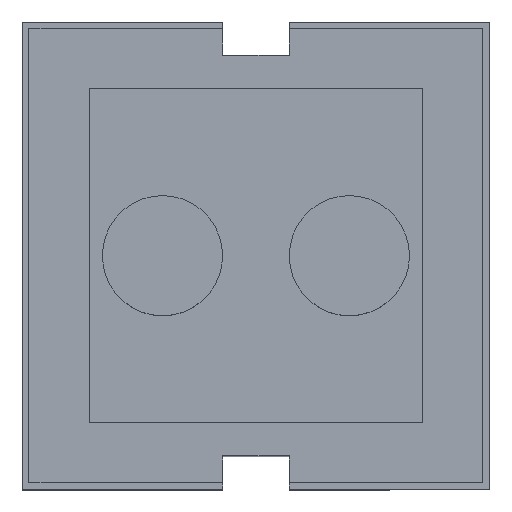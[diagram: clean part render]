
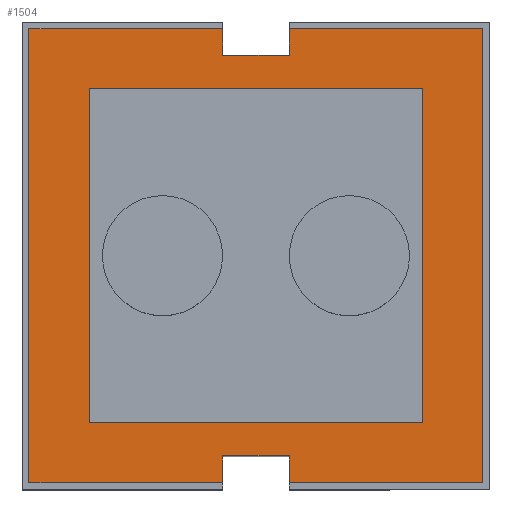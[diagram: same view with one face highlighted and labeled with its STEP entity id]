
A CAD part, top view. The second image highlights one B-rep face of the part: STEP entity #1504.
In plain terms, the highlighted planar face has unit normal (0, 0, 1).
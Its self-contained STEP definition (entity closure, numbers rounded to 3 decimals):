
#174 = ORIENTED_EDGE ( 'NONE', *, *, #20824, .F. ) ;
#227 = DIRECTION ( 'NONE',  ( 1., 0., 0. ) ) ;
#351 = VERTEX_POINT ( 'NONE', #2493 ) ;
#426 = CARTESIAN_POINT ( 'NONE',  ( 2.5, 2.5, 6. ) ) ;
#464 = EDGE_CURVE ( 'NONE', #19091, #12529, #13400, .T. ) ;
#574 = CARTESIAN_POINT ( 'NONE',  ( 3.4, 3.4, 6. ) ) ;
#1185 = CARTESIAN_POINT ( 'NONE',  ( -0.5, 3., 6. ) ) ;
#1504 = ADVANCED_FACE ( 'NONE', ( #11075, #10853 ), #9157, .T. ) ;
#1509 = VERTEX_POINT ( 'NONE', #12557 ) ;
#1702 = CARTESIAN_POINT ( 'NONE',  ( -0.5, -3., 6. ) ) ;
#1918 = CARTESIAN_POINT ( 'NONE',  ( 2.5, 2.5, 6. ) ) ;
#2170 = VECTOR ( 'NONE', #14080, 1000. ) ;
#2493 = CARTESIAN_POINT ( 'NONE',  ( -2.5, 2.5, 6. ) ) ;
#2711 = DIRECTION ( 'NONE',  ( 0., -1., 0. ) ) ;
#2875 = DIRECTION ( 'NONE',  ( 1., 0., 0. ) ) ;
#3063 = EDGE_CURVE ( 'NONE', #6593, #7181, #10129, .T. ) ;
#3200 = VERTEX_POINT ( 'NONE', #7484 ) ;
#3258 = VECTOR ( 'NONE', #20836, 1000. ) ;
#3416 = CARTESIAN_POINT ( 'NONE',  ( -2.5, -2.5, 6. ) ) ;
#3728 = CARTESIAN_POINT ( 'NONE',  ( 2.5, -2.5, 6. ) ) ;
#4127 = CARTESIAN_POINT ( 'NONE',  ( -0.5, 0., 6. ) ) ;
#4238 = DIRECTION ( 'NONE',  ( 0., 1., 0. ) ) ;
#4829 = VERTEX_POINT ( 'NONE', #19042 ) ;
#5497 = LINE ( 'NONE', #15843, #9243 ) ;
#5597 = VERTEX_POINT ( 'NONE', #20644 ) ;
#5706 = VERTEX_POINT ( 'NONE', #7428 ) ;
#6045 = EDGE_CURVE ( 'NONE', #12541, #16638, #14340, .T. ) ;
#6227 = LINE ( 'NONE', #574, #10888 ) ;
#6510 = EDGE_CURVE ( 'NONE', #19765, #4829, #19661, .T. ) ;
#6593 = VERTEX_POINT ( 'NONE', #18607 ) ;
#6678 = VECTOR ( 'NONE', #2875, 1000. ) ;
#6708 = VERTEX_POINT ( 'NONE', #18394 ) ;
#6819 = VERTEX_POINT ( 'NONE', #20346 ) ;
#7019 = CARTESIAN_POINT ( 'NONE',  ( -3.4, -3.4, 6. ) ) ;
#7181 = VERTEX_POINT ( 'NONE', #15897 ) ;
#7405 = ORIENTED_EDGE ( 'NONE', *, *, #6045, .T. ) ;
#7428 = CARTESIAN_POINT ( 'NONE',  ( -3.4, -3.4, 6. ) ) ;
#7433 = DIRECTION ( 'NONE',  ( 0., 0., 1. ) ) ;
#7484 = CARTESIAN_POINT ( 'NONE',  ( -3.4, 3.4, 6. ) ) ;
#7494 = EDGE_CURVE ( 'NONE', #19367, #351, #17716, .T. ) ;
#7952 = ORIENTED_EDGE ( 'NONE', *, *, #9342, .F. ) ;
#8039 = VECTOR ( 'NONE', #4238, 1000. ) ;
#8089 = LINE ( 'NONE', #13544, #6678 ) ;
#8111 = DIRECTION ( 'NONE',  ( 1., 0., 0. ) ) ;
#8146 = VECTOR ( 'NONE', #10148, 1000. ) ;
#8592 = CARTESIAN_POINT ( 'NONE',  ( 0.5, 3.4, 6. ) ) ;
#8669 = ORIENTED_EDGE ( 'NONE', *, *, #17148, .F. ) ;
#8889 = VECTOR ( 'NONE', #19550, 1000. ) ;
#9157 = PLANE ( 'NONE',  #12892 ) ;
#9226 = CARTESIAN_POINT ( 'NONE',  ( 3.4, 3.4, 6. ) ) ;
#9243 = VECTOR ( 'NONE', #17794, 1000. ) ;
#9342 = EDGE_CURVE ( 'NONE', #351, #6819, #12188, .T. ) ;
#9384 = VECTOR ( 'NONE', #227, 1000. ) ;
#10129 = LINE ( 'NONE', #7019, #9384 ) ;
#10148 = DIRECTION ( 'NONE',  ( 1., 0., 0. ) ) ;
#10453 = ORIENTED_EDGE ( 'NONE', *, *, #6510, .T. ) ;
#10853 = FACE_OUTER_BOUND ( 'NONE', #19488, .T. ) ;
#10888 = VECTOR ( 'NONE', #21401, 1000. ) ;
#11075 = FACE_BOUND ( 'NONE', #19019, .T. ) ;
#11195 = EDGE_CURVE ( 'NONE', #4829, #3200, #6227, .T. ) ;
#11310 = LINE ( 'NONE', #1185, #19292 ) ;
#11338 = CARTESIAN_POINT ( 'NONE',  ( -3.4, 3.4, 6. ) ) ;
#11341 = ORIENTED_EDGE ( 'NONE', *, *, #12053, .F. ) ;
#11796 = CARTESIAN_POINT ( 'NONE',  ( -0.5, -4., 6. ) ) ;
#11847 = LINE ( 'NONE', #18794, #8146 ) ;
#12053 = EDGE_CURVE ( 'NONE', #19765, #1509, #11310, .T. ) ;
#12188 = LINE ( 'NONE', #3416, #3258 ) ;
#12485 = LINE ( 'NONE', #15773, #2170 ) ;
#12529 = VERTEX_POINT ( 'NONE', #16567 ) ;
#12541 = VERTEX_POINT ( 'NONE', #20009 ) ;
#12557 = CARTESIAN_POINT ( 'NONE',  ( 0.5, 3., 6. ) ) ;
#12570 = LINE ( 'NONE', #16306, #15162 ) ;
#12892 = AXIS2_PLACEMENT_3D ( 'NONE', #16067, #7433, #14269 ) ;
#13263 = VECTOR ( 'NONE', #19896, 1000. ) ;
#13400 = LINE ( 'NONE', #11796, #18252 ) ;
#13511 = VECTOR ( 'NONE', #17403, 1000. ) ;
#13544 = CARTESIAN_POINT ( 'NONE',  ( 2.5, -2.5, 6. ) ) ;
#13955 = EDGE_CURVE ( 'NONE', #7181, #12541, #12570, .T. ) ;
#13981 = LINE ( 'NONE', #3728, #13511 ) ;
#14080 = DIRECTION ( 'NONE',  ( 0., 1., 0. ) ) ;
#14269 = DIRECTION ( 'NONE',  ( 1., 0., 0. ) ) ;
#14340 = LINE ( 'NONE', #9226, #17294 ) ;
#14590 = ORIENTED_EDGE ( 'NONE', *, *, #16748, .F. ) ;
#14613 = DIRECTION ( 'NONE',  ( 0., 1., 0. ) ) ;
#14744 = EDGE_CURVE ( 'NONE', #6593, #6708, #18488, .T. ) ;
#15139 = ORIENTED_EDGE ( 'NONE', *, *, #3063, .T. ) ;
#15162 = VECTOR ( 'NONE', #14613, 1000. ) ;
#15695 = EDGE_CURVE ( 'NONE', #5706, #12529, #11847, .T. ) ;
#15773 = CARTESIAN_POINT ( 'NONE',  ( 0.5, 4., 6. ) ) ;
#15843 = CARTESIAN_POINT ( 'NONE',  ( -0.5, -3., 6. ) ) ;
#15897 = CARTESIAN_POINT ( 'NONE',  ( 3.4, -3.4, 6. ) ) ;
#15961 = EDGE_CURVE ( 'NONE', #3200, #5706, #19674, .T. ) ;
#16067 = CARTESIAN_POINT ( 'NONE',  ( 0., 0., 6. ) ) ;
#16306 = CARTESIAN_POINT ( 'NONE',  ( 3.4, -3.4, 6. ) ) ;
#16315 = ORIENTED_EDGE ( 'NONE', *, *, #15695, .T. ) ;
#16567 = CARTESIAN_POINT ( 'NONE',  ( -0.5, -3.4, 6. ) ) ;
#16638 = VERTEX_POINT ( 'NONE', #8592 ) ;
#16748 = EDGE_CURVE ( 'NONE', #6708, #19091, #5497, .T. ) ;
#16878 = ORIENTED_EDGE ( 'NONE', *, *, #22516, .F. ) ;
#16963 = ORIENTED_EDGE ( 'NONE', *, *, #15961, .T. ) ;
#17129 = ORIENTED_EDGE ( 'NONE', *, *, #14744, .F. ) ;
#17148 = EDGE_CURVE ( 'NONE', #6819, #5597, #8089, .T. ) ;
#17294 = VECTOR ( 'NONE', #21542, 1000. ) ;
#17403 = DIRECTION ( 'NONE',  ( 0., 1., 0. ) ) ;
#17716 = LINE ( 'NONE', #1918, #8889 ) ;
#17794 = DIRECTION ( 'NONE',  ( -1., 0., 0. ) ) ;
#18029 = ORIENTED_EDGE ( 'NONE', *, *, #11195, .T. ) ;
#18126 = VECTOR ( 'NONE', #20433, 1000. ) ;
#18252 = VECTOR ( 'NONE', #2711, 1000. ) ;
#18394 = CARTESIAN_POINT ( 'NONE',  ( 0.5, -3., 6. ) ) ;
#18488 = LINE ( 'NONE', #22246, #18126 ) ;
#18607 = CARTESIAN_POINT ( 'NONE',  ( 0.5, -3.4, 6. ) ) ;
#18794 = CARTESIAN_POINT ( 'NONE',  ( -3.4, -3.4, 6. ) ) ;
#19019 = EDGE_LOOP ( 'NONE', ( #7952, #20827, #16878, #8669 ) ) ;
#19042 = CARTESIAN_POINT ( 'NONE',  ( -0.5, 3.4, 6. ) ) ;
#19091 = VERTEX_POINT ( 'NONE', #1702 ) ;
#19292 = VECTOR ( 'NONE', #8111, 1000. ) ;
#19367 = VERTEX_POINT ( 'NONE', #426 ) ;
#19488 = EDGE_LOOP ( 'NONE', ( #14590, #17129, #15139, #20336, #7405, #174, #11341, #10453, #18029, #16963, #16315, #22147 ) ) ;
#19550 = DIRECTION ( 'NONE',  ( -1., 0., 0. ) ) ;
#19661 = LINE ( 'NONE', #4127, #8039 ) ;
#19674 = LINE ( 'NONE', #11338, #13263 ) ;
#19765 = VERTEX_POINT ( 'NONE', #21192 ) ;
#19896 = DIRECTION ( 'NONE',  ( 0., -1., 0. ) ) ;
#20009 = CARTESIAN_POINT ( 'NONE',  ( 3.4, 3.4, 6. ) ) ;
#20336 = ORIENTED_EDGE ( 'NONE', *, *, #13955, .T. ) ;
#20346 = CARTESIAN_POINT ( 'NONE',  ( -2.5, -2.5, 6. ) ) ;
#20433 = DIRECTION ( 'NONE',  ( 0., 1., 0. ) ) ;
#20644 = CARTESIAN_POINT ( 'NONE',  ( 2.5, -2.5, 6. ) ) ;
#20824 = EDGE_CURVE ( 'NONE', #1509, #16638, #12485, .T. ) ;
#20827 = ORIENTED_EDGE ( 'NONE', *, *, #7494, .F. ) ;
#20836 = DIRECTION ( 'NONE',  ( 0., -1., 0. ) ) ;
#21192 = CARTESIAN_POINT ( 'NONE',  ( -0.5, 3., 6. ) ) ;
#21401 = DIRECTION ( 'NONE',  ( -1., 0., 0. ) ) ;
#21542 = DIRECTION ( 'NONE',  ( -1., 0., 0. ) ) ;
#22147 = ORIENTED_EDGE ( 'NONE', *, *, #464, .F. ) ;
#22246 = CARTESIAN_POINT ( 'NONE',  ( 0.5, -4., 6. ) ) ;
#22516 = EDGE_CURVE ( 'NONE', #5597, #19367, #13981, .T. ) ;
